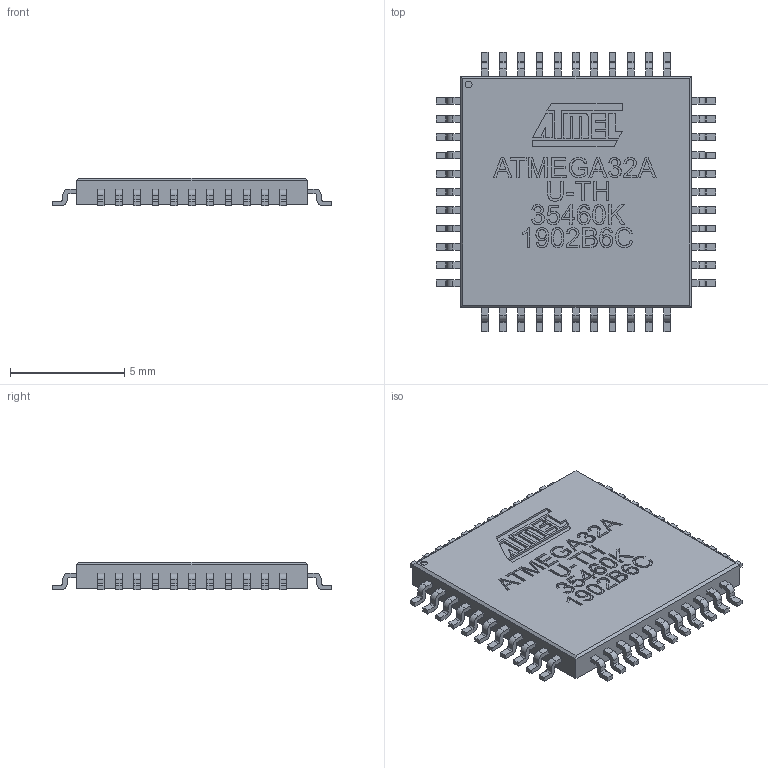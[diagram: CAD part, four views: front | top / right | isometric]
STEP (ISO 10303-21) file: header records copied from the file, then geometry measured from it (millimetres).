
FILE_DESCRIPTION(/* description */ (''),/* implementation_level */ '2;1');
FILE_NAME(/* name */ 'Atmega 32A v1.step',/* time_stamp */ '2019-11-11T21:58:14+01:00',/* author */ (''),/* organization */ (''),/* preprocessor_version */ 'ST-DEVELOPER v18',/* originating_system */ 'Autodesk Translation Framework v8.9.1.1155',/* authorisation */ '');
FILE_SCHEMA (('AUTOMOTIVE_DESIGN { 1 0 10303 214 3 1 1 }'));
Length unit declared in the file: millimetre
Products named in the file (1): Atmega 32A
Bounding box: 12.25 x 12.25 x 1.2 mm (x, y, z)
Volume: 119.9 mm3; surface area: 326.9 mm2
Topology: 1 solids, 1 shells, 1165 faces, 3222 edges, 2147 vertices
Faces by surface type: plane 668, bspline 320, cylinder 177
Full cylindrical faces by diameter (mm): 0.3 x1
Entity records: 40542 total; most frequent: CARTESIAN_POINT 11967, ORIENTED_EDGE 6444, DIRECTION 4629, EDGE_CURVE 3222, LINE 2227, VECTOR 2227, VERTEX_POINT 2147, EDGE_LOOP 1253
